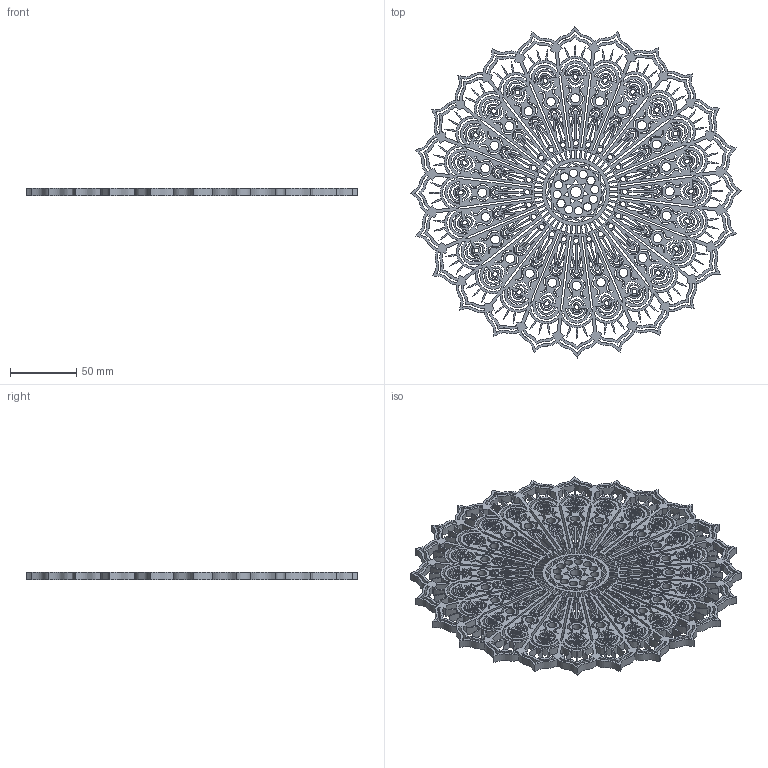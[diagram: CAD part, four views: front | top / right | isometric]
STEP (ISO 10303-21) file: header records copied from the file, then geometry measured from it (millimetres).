
FILE_DESCRIPTION( ( 'STEP AP214' ), '1' );
FILE_NAME( 'Free Printable Mandala Art Drawing.stp', ' ', ( ' ' ), ( ' ' ), 'PSStep 14.0', 'VISI 19.0', ' ' );
FILE_SCHEMA( ( 'AUTOMOTIVE_DESIGN { 1 0 10303 214 1 1 1 1 }' ) );
Length unit declared in the file: millimetre
Products named in the file (1): 1
Bounding box: 249.99 x 249.99 x 6 mm (x, y, z)
Volume: 143810.9 mm3; surface area: 188165.2 mm2
Topology: 1 solids, 1 shells, 3084 faces, 9246 edges, 6164 vertices
Faces by surface type: extrusion 1368, plane 983, cylinder 733
Full cylindrical faces by diameter (mm): 3.912 x24, 6.22 x12, 6.765 x24, 8.665 x1
Entity records: 146608 total; most frequent: CARTESIAN_POINT 41102, ORIENTED_EDGE 18370, DIRECTION 12657, EDGE_CURVE 9185, VECTOR 6291, VERTEX_POINT 6164, LINE 4923, EDGE_LOOP 4337
